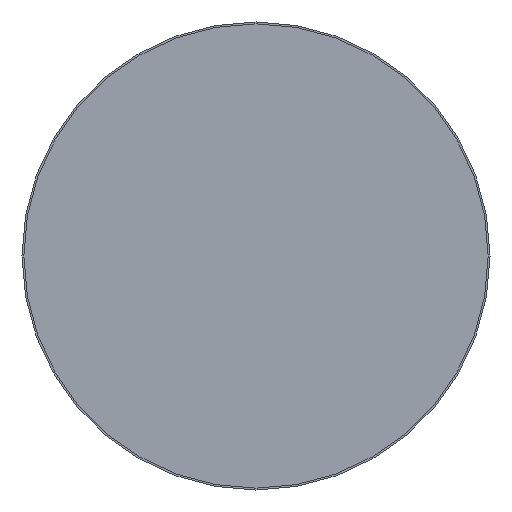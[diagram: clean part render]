
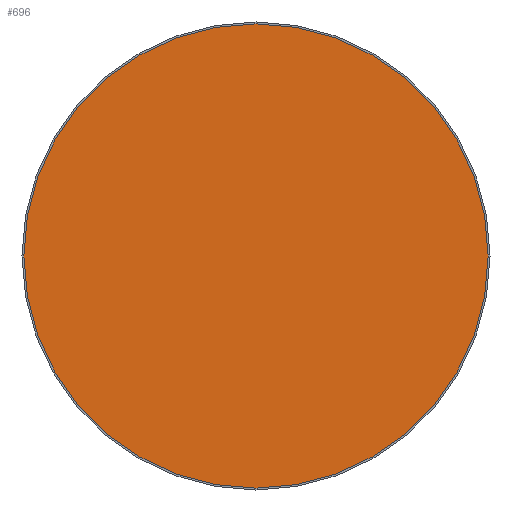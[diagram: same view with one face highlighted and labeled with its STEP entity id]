
A CAD part, front view. The second image highlights one B-rep face of the part: STEP entity #696.
In plain terms, the highlighted planar face has unit normal (0, -1, 0).
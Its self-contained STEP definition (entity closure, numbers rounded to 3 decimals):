
#280 = VERTEX_POINT ( 'NONE', #1229 ) ;
#295 = EDGE_CURVE ( 'NONE', #579, #280, #582, .T. ) ;
#349 = CARTESIAN_POINT ( 'NONE',  ( 0., 0., 0. ) ) ;
#363 = CARTESIAN_POINT ( 'NONE',  ( 24.8, 0., 0. ) ) ;
#428 = EDGE_CURVE ( 'NONE', #280, #579, #824, .T. ) ;
#436 = DIRECTION ( 'NONE',  ( 0., -1., 0. ) ) ;
#541 = PLANE ( 'NONE',  #1162 ) ;
#579 = VERTEX_POINT ( 'NONE', #363 ) ;
#582 = CIRCLE ( 'NONE', #1521, 24.8 ) ;
#610 = DIRECTION ( 'NONE',  ( 0., -1., 0. ) ) ;
#670 = ORIENTED_EDGE ( 'NONE', *, *, #428, .T. ) ;
#696 = ADVANCED_FACE ( 'NONE', ( #1450 ), #541, .F. ) ;
#699 = DIRECTION ( 'NONE',  ( 1., 0., 0. ) ) ;
#743 = ORIENTED_EDGE ( 'NONE', *, *, #295, .T. ) ;
#824 = CIRCLE ( 'NONE', #1157, 24.8 ) ;
#1050 = DIRECTION ( 'NONE',  ( -1., 0., 0. ) ) ;
#1121 = DIRECTION ( 'NONE',  ( 1., 0., 0. ) ) ;
#1157 = AXIS2_PLACEMENT_3D ( 'NONE', #349, #610, #1121 ) ;
#1162 = AXIS2_PLACEMENT_3D ( 'NONE', #1312, #1183, #1050 ) ;
#1183 = DIRECTION ( 'NONE',  ( 0., 1., 0. ) ) ;
#1229 = CARTESIAN_POINT ( 'NONE',  ( -24.8, 0., 0. ) ) ;
#1241 = EDGE_LOOP ( 'NONE', ( #743, #670 ) ) ;
#1312 = CARTESIAN_POINT ( 'NONE',  ( 0., 0., 0. ) ) ;
#1354 = CARTESIAN_POINT ( 'NONE',  ( 0., 0., 0. ) ) ;
#1450 = FACE_OUTER_BOUND ( 'NONE', #1241, .T. ) ;
#1521 = AXIS2_PLACEMENT_3D ( 'NONE', #1354, #436, #699 ) ;
